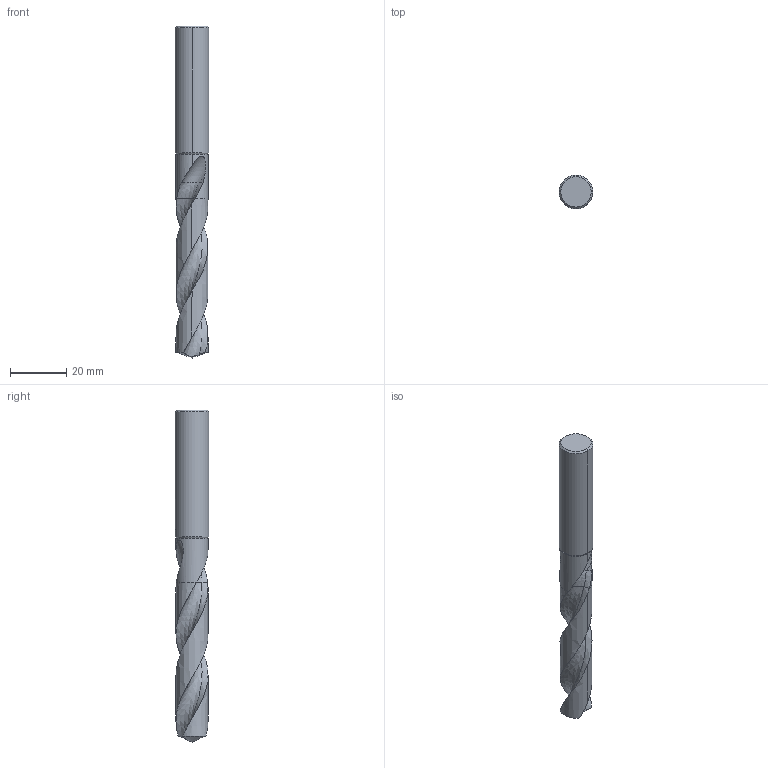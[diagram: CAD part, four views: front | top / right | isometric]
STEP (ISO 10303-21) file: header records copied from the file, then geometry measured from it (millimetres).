
FILE_DESCRIPTION(('no description'),'unknown implementation level');
FILE_NAME('solidlqgzchaKF6zOg7A_1QLWtgYoD8w_1.STP',' ',('CIMSOURCE GmbH'),('CADClick - KiM GmbH - www.kimweb.de'),'unknown preprocess','ACIS','unknown authorization');
FILE_SCHEMA(('automotive_design'));
Length unit declared in the file: millimetre
Products named in the file (2): 1; 2
Bounding box: 12 x 12 x 118 mm (x, y, z)
Volume: 9595.3 mm3; surface area: 4780.1 mm2
Topology: 2 solids, 2 shells, 48 faces, 127 edges, 81 vertices
Faces by surface type: cone 12, cylinder 12, bspline 12, plane 8, revolution 4
Entity records: 9563 total; most frequent: CARTESIAN_POINT 7055, STYLED_ITEM 256, PRESENTATION_STYLE_ASSIGNMENT 256, COLOUR_RGB 256, ORIENTED_EDGE 250, DIRECTION 165, EDGE_CURVE 125, CURVE_STYLE 125
